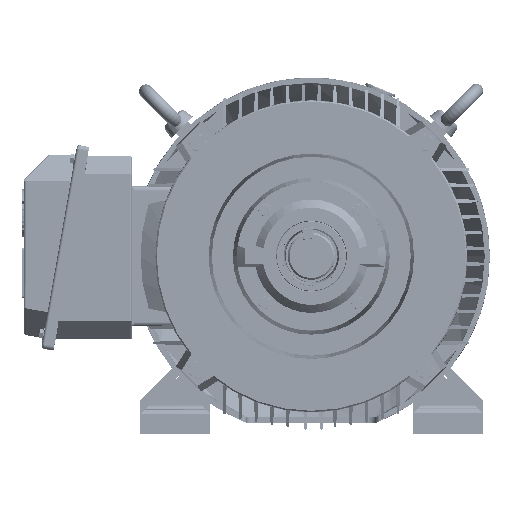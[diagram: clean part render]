
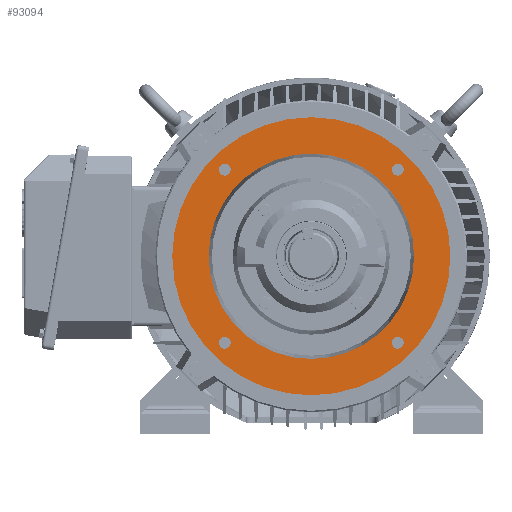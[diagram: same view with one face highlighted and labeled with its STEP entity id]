
A CAD part, left-side view. The second image highlights one B-rep face of the part: STEP entity #93094.
In plain terms, the highlighted face is planar.
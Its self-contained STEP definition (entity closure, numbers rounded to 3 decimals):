
#91538 = VERTEX_POINT ( 'NONE', #163408 ) ;
#91540 = EDGE_CURVE ( 'NONE', #91538, #91541, #163407, .T. ) ;
#91541 = VERTEX_POINT ( 'NONE', #163402 ) ;
#91581 = VERTEX_POINT ( 'NONE', #163509 ) ;
#91583 = EDGE_CURVE ( 'NONE', #91581, #91584, #163508, .T. ) ;
#91584 = VERTEX_POINT ( 'NONE', #163503 ) ;
#91596 = VERTEX_POINT ( 'NONE', #163548 ) ;
#91600 = VERTEX_POINT ( 'NONE', #163543 ) ;
#91603 = EDGE_CURVE ( 'NONE', #91600, #91604, #163542, .T. ) ;
#91604 = VERTEX_POINT ( 'NONE', #163537 ) ;
#91648 = EDGE_CURVE ( 'NONE', #91596, #91649, #163724, .T. ) ;
#91649 = VERTEX_POINT ( 'NONE', #163719 ) ;
#91966 = VERTEX_POINT ( 'NONE', #164436 ) ;
#91968 = EDGE_CURVE ( 'NONE', #91966, #91969, #164435, .T. ) ;
#91969 = VERTEX_POINT ( 'NONE', #164430 ) ;
#91982 = VERTEX_POINT ( 'NONE', #164469 ) ;
#91984 = EDGE_CURVE ( 'NONE', #91986, #91982, #164468, .T. ) ;
#91986 = VERTEX_POINT ( 'NONE', #164462 ) ;
#93020 = ORIENTED_EDGE ( 'NONE', *, *, #93021, .F. ) ;
#93021 = EDGE_CURVE ( 'NONE', #91541, #91538, #166726, .T. ) ;
#93059 = ORIENTED_EDGE ( 'NONE', *, *, #91648, .F. ) ;
#93060 = ORIENTED_EDGE ( 'NONE', *, *, #93093, .F. ) ;
#93061 = ORIENTED_EDGE ( 'NONE', *, *, #91968, .F. ) ;
#93062 = EDGE_LOOP ( 'NONE', ( #93063, #93064 ) ) ;
#93063 = ORIENTED_EDGE ( 'NONE', *, *, #91984, .T. ) ;
#93064 = ORIENTED_EDGE ( 'NONE', *, *, #93065, .T. ) ;
#93065 = EDGE_CURVE ( 'NONE', #91982, #91986, #166886, .T. ) ;
#93072 = ORIENTED_EDGE ( 'NONE', *, *, #91540, .F. ) ;
#93073 = EDGE_LOOP ( 'NONE', ( #93074, #93076 ) ) ;
#93074 = ORIENTED_EDGE ( 'NONE', *, *, #93075, .F. ) ;
#93075 = EDGE_CURVE ( 'NONE', #91604, #91600, #166847, .T. ) ;
#93076 = ORIENTED_EDGE ( 'NONE', *, *, #91603, .F. ) ;
#93077 = EDGE_LOOP ( 'NONE', ( #93078, #93080 ) ) ;
#93078 = ORIENTED_EDGE ( 'NONE', *, *, #93079, .F. ) ;
#93079 = EDGE_CURVE ( 'NONE', #91584, #91581, #166834, .T. ) ;
#93080 = ORIENTED_EDGE ( 'NONE', *, *, #91583, .F. ) ;
#93081 = EDGE_LOOP ( 'NONE', ( #93082, #93059 ) ) ;
#93082 = ORIENTED_EDGE ( 'NONE', *, *, #93083, .F. ) ;
#93083 = EDGE_CURVE ( 'NONE', #91649, #91596, #166823, .T. ) ;
#93084 = EDGE_LOOP ( 'NONE', ( #93060, #93061 ) ) ;
#93093 = EDGE_CURVE ( 'NONE', #91969, #91966, #166929, .T. ) ;
#93094 = ADVANCED_FACE ( 'NONE', ( #166923, #166922, #166920, #166919, #166918, #166916 ), #166915, .F. ) ;
#93095 = EDGE_LOOP ( 'NONE', ( #93020, #93072 ) ) ;
#163402 = CARTESIAN_POINT ( 'NONE',  ( -92.033, 98.783, 32.6 ) ) ;
#163403 = DIRECTION ( 'NONE',  ( 1., 0., 0. ) ) ;
#163404 = DIRECTION ( 'NONE',  ( 0., 0., 1. ) ) ;
#163405 = CARTESIAN_POINT ( 'NONE',  ( -98.783, 98.783, 32.6 ) ) ;
#163406 = AXIS2_PLACEMENT_3D ( 'NONE', #163405, #163404, #163403 ) ;
#163407 = CIRCLE ( 'NONE', #163406, 6.75 ) ;
#163408 = CARTESIAN_POINT ( 'NONE',  ( -105.533, 98.783, 32.6 ) ) ;
#163503 = CARTESIAN_POINT ( 'NONE',  ( 105.533, -98.783, 32.6 ) ) ;
#163504 = DIRECTION ( 'NONE',  ( 1., 0., 0. ) ) ;
#163505 = DIRECTION ( 'NONE',  ( 0., 0., 1. ) ) ;
#163506 = CARTESIAN_POINT ( 'NONE',  ( 98.783, -98.783, 32.6 ) ) ;
#163507 = AXIS2_PLACEMENT_3D ( 'NONE', #163506, #163505, #163504 ) ;
#163508 = CIRCLE ( 'NONE', #163507, 6.75 ) ;
#163509 = CARTESIAN_POINT ( 'NONE',  ( 92.033, -98.783, 32.6 ) ) ;
#163537 = CARTESIAN_POINT ( 'NONE',  ( -92.033, -98.783, 32.6 ) ) ;
#163538 = DIRECTION ( 'NONE',  ( 1., 0., 0. ) ) ;
#163539 = DIRECTION ( 'NONE',  ( 0., 0., 1. ) ) ;
#163540 = CARTESIAN_POINT ( 'NONE',  ( -98.783, -98.783, 32.6 ) ) ;
#163541 = AXIS2_PLACEMENT_3D ( 'NONE', #163540, #163539, #163538 ) ;
#163542 = CIRCLE ( 'NONE', #163541, 6.75 ) ;
#163543 = CARTESIAN_POINT ( 'NONE',  ( -105.533, -98.783, 32.6 ) ) ;
#163548 = CARTESIAN_POINT ( 'NONE',  ( 92.033, 98.783, 32.6 ) ) ;
#163719 = CARTESIAN_POINT ( 'NONE',  ( 105.533, 98.783, 32.6 ) ) ;
#163720 = DIRECTION ( 'NONE',  ( 1., 0., 0. ) ) ;
#163721 = DIRECTION ( 'NONE',  ( 0., 0., 1. ) ) ;
#163722 = CARTESIAN_POINT ( 'NONE',  ( 98.783, 98.783, 32.6 ) ) ;
#163723 = AXIS2_PLACEMENT_3D ( 'NONE', #163722, #163721, #163720 ) ;
#163724 = CIRCLE ( 'NONE', #163723, 6.75 ) ;
#164430 = CARTESIAN_POINT ( 'NONE',  ( 117.297, 0., 32.6 ) ) ;
#164431 = DIRECTION ( 'NONE',  ( 1., 0., 0. ) ) ;
#164432 = DIRECTION ( 'NONE',  ( 0., 0., 1. ) ) ;
#164433 = CARTESIAN_POINT ( 'NONE',  ( 0., 0., 32.6 ) ) ;
#164434 = AXIS2_PLACEMENT_3D ( 'NONE', #164433, #164432, #164431 ) ;
#164435 = CIRCLE ( 'NONE', #164434, 117.297 ) ;
#164436 = CARTESIAN_POINT ( 'NONE',  ( -117.297, 0., 32.6 ) ) ;
#164462 = CARTESIAN_POINT ( 'NONE',  ( 158.75, 0., 32.6 ) ) ;
#164464 = DIRECTION ( 'NONE',  ( 1., 0., 0. ) ) ;
#164465 = DIRECTION ( 'NONE',  ( 0., 0., 1. ) ) ;
#164466 = CARTESIAN_POINT ( 'NONE',  ( 0., 0., 32.6 ) ) ;
#164467 = AXIS2_PLACEMENT_3D ( 'NONE', #164466, #164465, #164464 ) ;
#164468 = CIRCLE ( 'NONE', #164467, 158.75 ) ;
#164469 = CARTESIAN_POINT ( 'NONE',  ( -158.75, 0., 32.6 ) ) ;
#166722 = DIRECTION ( 'NONE',  ( 1., 0., 0. ) ) ;
#166723 = DIRECTION ( 'NONE',  ( 0., 0., 1. ) ) ;
#166724 = CARTESIAN_POINT ( 'NONE',  ( -98.783, 98.783, 32.6 ) ) ;
#166725 = AXIS2_PLACEMENT_3D ( 'NONE', #166724, #166723, #166722 ) ;
#166726 = CIRCLE ( 'NONE', #166725, 6.75 ) ;
#166764 = CARTESIAN_POINT ( 'NONE',  ( 0., 0., 32.6 ) ) ;
#166822 = CARTESIAN_POINT ( 'NONE',  ( 98.783, 98.783, 32.6 ) ) ;
#166823 = CIRCLE ( 'NONE', #166962, 6.75 ) ;
#166829 = DIRECTION ( 'NONE',  ( 1., 0., 0. ) ) ;
#166830 = DIRECTION ( 'NONE',  ( 0., 0., 1. ) ) ;
#166831 = CARTESIAN_POINT ( 'NONE',  ( 98.783, -98.783, 32.6 ) ) ;
#166832 = AXIS2_PLACEMENT_3D ( 'NONE', #166831, #166830, #166829 ) ;
#166834 = CIRCLE ( 'NONE', #166832, 6.75 ) ;
#166838 = DIRECTION ( 'NONE',  ( 1., 0., 0. ) ) ;
#166841 = DIRECTION ( 'NONE',  ( 0., 0., 1. ) ) ;
#166843 = CARTESIAN_POINT ( 'NONE',  ( -98.783, -98.783, 32.6 ) ) ;
#166845 = AXIS2_PLACEMENT_3D ( 'NONE', #166843, #166841, #166838 ) ;
#166847 = CIRCLE ( 'NONE', #166845, 6.75 ) ;
#166879 = DIRECTION ( 'NONE',  ( 1., 0., 0. ) ) ;
#166881 = DIRECTION ( 'NONE',  ( 0., 0., 1. ) ) ;
#166884 = AXIS2_PLACEMENT_3D ( 'NONE', #166764, #166881, #166879 ) ;
#166886 = CIRCLE ( 'NONE', #166884, 158.75 ) ;
#166904 = DIRECTION ( 'NONE',  ( -1., 0., 0. ) ) ;
#166907 = DIRECTION ( 'NONE',  ( 0., 0., -1. ) ) ;
#166909 = AXIS2_PLACEMENT_3D ( 'NONE', #166914, #166907, #166904 ) ;
#166914 = CARTESIAN_POINT ( 'NONE',  ( 0., 158.75, 32.6 ) ) ;
#166915 = PLANE ( 'NONE',  #166909 ) ;
#166916 = FACE_OUTER_BOUND ( 'NONE', #93062, .T. ) ;
#166918 = FACE_BOUND ( 'NONE', #93084, .T. ) ;
#166919 = FACE_BOUND ( 'NONE', #93081, .T. ) ;
#166920 = FACE_BOUND ( 'NONE', #93077, .T. ) ;
#166922 = FACE_BOUND ( 'NONE', #93073, .T. ) ;
#166923 = FACE_BOUND ( 'NONE', #93095, .T. ) ;
#166924 = DIRECTION ( 'NONE',  ( 1., 0., 0. ) ) ;
#166926 = DIRECTION ( 'NONE',  ( 0., 0., 1. ) ) ;
#166927 = CARTESIAN_POINT ( 'NONE',  ( 0., 0., 32.6 ) ) ;
#166928 = AXIS2_PLACEMENT_3D ( 'NONE', #166927, #166926, #166924 ) ;
#166929 = CIRCLE ( 'NONE', #166928, 117.297 ) ;
#166960 = DIRECTION ( 'NONE',  ( 1., 0., 0. ) ) ;
#166961 = DIRECTION ( 'NONE',  ( 0., 0., 1. ) ) ;
#166962 = AXIS2_PLACEMENT_3D ( 'NONE', #166822, #166961, #166960 ) ;
